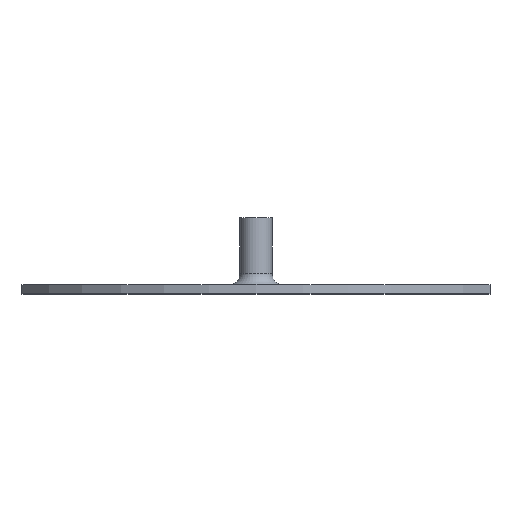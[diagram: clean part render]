
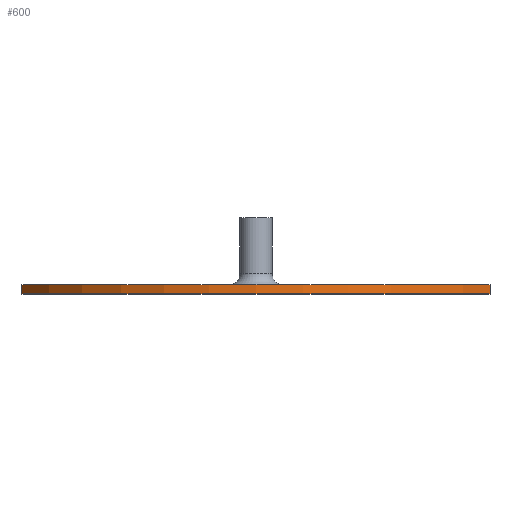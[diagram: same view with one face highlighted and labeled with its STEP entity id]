
A CAD part, top view. The second image highlights one B-rep face of the part: STEP entity #600.
In plain terms, the highlighted cylindrical face has radius 23.328 mm (diameter 46.656 mm), a partial arc.
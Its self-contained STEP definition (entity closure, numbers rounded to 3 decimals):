
#31 = PLANE('',#32);
#32 = AXIS2_PLACEMENT_3D('',#33,#34,#35);
#33 = CARTESIAN_POINT('',(0.,0.381,0.));
#34 = DIRECTION('',(0.,1.,0.));
#35 = DIRECTION('',(0.,0.,1.));
#57 = EDGE_CURVE('',#58,#60,#62,.T.);
#58 = VERTEX_POINT('',#59);
#59 = CARTESIAN_POINT('',(20.203,0.381,11.664));
#60 = VERTEX_POINT('',#61);
#61 = CARTESIAN_POINT('',(-20.203,0.381,11.664));
#62 = SURFACE_CURVE('',#63,(#68,#79),.PCURVE_S1.);
#63 = CIRCLE('',#64,23.328);
#64 = AXIS2_PLACEMENT_3D('',#65,#66,#67);
#65 = CARTESIAN_POINT('',(0.,0.381,0.));
#66 = DIRECTION('',(0.,-1.,0.));
#67 = DIRECTION('',(1.,0.,0.));
#68 = PCURVE('',#31,#69);
#69 = DEFINITIONAL_REPRESENTATION('',(#70),#78);
#70 = ( BOUNDED_CURVE() B_SPLINE_CURVE(2,(#71,#72,#73,#74,#75,#76,#77),
.UNSPECIFIED.,.T.,.F.) B_SPLINE_CURVE_WITH_KNOTS((1,2,2,2,2,1),(
    -2.094,0.,2.094,4.189,6.283,
8.378),.UNSPECIFIED.) CURVE() GEOMETRIC_REPRESENTATION_ITEM() 
RATIONAL_B_SPLINE_CURVE((1.,0.5,1.,0.5,1.,0.5,1.)) REPRESENTATION_ITEM(
  '') );
#71 = CARTESIAN_POINT('',(0.,23.328));
#72 = CARTESIAN_POINT('',(40.405,23.328));
#73 = CARTESIAN_POINT('',(20.203,-11.664));
#74 = CARTESIAN_POINT('',(0.,-46.656));
#75 = CARTESIAN_POINT('',(-20.203,-11.664));
#76 = CARTESIAN_POINT('',(-40.405,23.328));
#77 = CARTESIAN_POINT('',(0.,23.328));
#78 = ( GEOMETRIC_REPRESENTATION_CONTEXT(2) 
PARAMETRIC_REPRESENTATION_CONTEXT() REPRESENTATION_CONTEXT('2D SPACE',''
  ) );
#79 = PCURVE('',#80,#85);
#80 = CYLINDRICAL_SURFACE('',#81,23.328);
#81 = AXIS2_PLACEMENT_3D('',#82,#83,#84);
#82 = CARTESIAN_POINT('',(0.,0.381,0.));
#83 = DIRECTION('',(0.,1.,0.));
#84 = DIRECTION('',(1.,0.,0.));
#85 = DEFINITIONAL_REPRESENTATION('',(#86),#90);
#86 = LINE('',#87,#88);
#87 = CARTESIAN_POINT('',(-0.,0.));
#88 = VECTOR('',#89,1.);
#89 = DIRECTION('',(-1.,0.));
#90 = ( GEOMETRIC_REPRESENTATION_CONTEXT(2) 
PARAMETRIC_REPRESENTATION_CONTEXT() REPRESENTATION_CONTEXT('2D SPACE',''
  ) );
#108 = PLANE('',#109);
#109 = AXIS2_PLACEMENT_3D('',#110,#111,#112);
#110 = CARTESIAN_POINT('',(20.203,-0.381,11.664));
#111 = DIRECTION('',(-0.5,0.,0.866));
#112 = DIRECTION('',(-0.866,0.,-0.5));
#533 = PLANE('',#534);
#534 = AXIS2_PLACEMENT_3D('',#535,#536,#537);
#535 = CARTESIAN_POINT('',(-20.203,-0.381,11.664));
#536 = DIRECTION('',(0.5,0.,0.866));
#537 = DIRECTION('',(-0.866,0.,0.5));
#600 = ADVANCED_FACE('',(#601),#80,.T.);
#601 = FACE_BOUND('',#602,.F.);
#602 = EDGE_LOOP('',(#603,#604,#627,#660));
#603 = ORIENTED_EDGE('',*,*,#57,.F.);
#604 = ORIENTED_EDGE('',*,*,#605,.F.);
#605 = EDGE_CURVE('',#606,#58,#608,.T.);
#606 = VERTEX_POINT('',#607);
#607 = CARTESIAN_POINT('',(20.203,-0.381,11.664));
#608 = SURFACE_CURVE('',#609,(#613,#620),.PCURVE_S1.);
#609 = LINE('',#610,#611);
#610 = CARTESIAN_POINT('',(20.203,-0.381,11.664));
#611 = VECTOR('',#612,1.);
#612 = DIRECTION('',(0.,1.,0.));
#613 = PCURVE('',#80,#614);
#614 = DEFINITIONAL_REPRESENTATION('',(#615),#619);
#615 = LINE('',#616,#617);
#616 = CARTESIAN_POINT('',(-0.524,-0.762));
#617 = VECTOR('',#618,1.);
#618 = DIRECTION('',(-0.,1.));
#619 = ( GEOMETRIC_REPRESENTATION_CONTEXT(2) 
PARAMETRIC_REPRESENTATION_CONTEXT() REPRESENTATION_CONTEXT('2D SPACE',''
  ) );
#620 = PCURVE('',#108,#621);
#621 = DEFINITIONAL_REPRESENTATION('',(#622),#626);
#622 = LINE('',#623,#624);
#623 = CARTESIAN_POINT('',(-0.,0.));
#624 = VECTOR('',#625,1.);
#625 = DIRECTION('',(0.,-1.));
#626 = ( GEOMETRIC_REPRESENTATION_CONTEXT(2) 
PARAMETRIC_REPRESENTATION_CONTEXT() REPRESENTATION_CONTEXT('2D SPACE',''
  ) );
#627 = ORIENTED_EDGE('',*,*,#628,.T.);
#628 = EDGE_CURVE('',#606,#629,#631,.T.);
#629 = VERTEX_POINT('',#630);
#630 = CARTESIAN_POINT('',(-20.203,-0.381,11.664));
#631 = SURFACE_CURVE('',#632,(#637,#644),.PCURVE_S1.);
#632 = CIRCLE('',#633,23.328);
#633 = AXIS2_PLACEMENT_3D('',#634,#635,#636);
#634 = CARTESIAN_POINT('',(0.,-0.381,0.));
#635 = DIRECTION('',(0.,-1.,0.));
#636 = DIRECTION('',(1.,0.,0.));
#637 = PCURVE('',#80,#638);
#638 = DEFINITIONAL_REPRESENTATION('',(#639),#643);
#639 = LINE('',#640,#641);
#640 = CARTESIAN_POINT('',(-0.,-0.762));
#641 = VECTOR('',#642,1.);
#642 = DIRECTION('',(-1.,0.));
#643 = ( GEOMETRIC_REPRESENTATION_CONTEXT(2) 
PARAMETRIC_REPRESENTATION_CONTEXT() REPRESENTATION_CONTEXT('2D SPACE',''
  ) );
#644 = PCURVE('',#645,#650);
#645 = PLANE('',#646);
#646 = AXIS2_PLACEMENT_3D('',#647,#648,#649);
#647 = CARTESIAN_POINT('',(0.,-0.381,0.));
#648 = DIRECTION('',(0.,1.,0.));
#649 = DIRECTION('',(0.,0.,1.));
#650 = DEFINITIONAL_REPRESENTATION('',(#651),#659);
#651 = ( BOUNDED_CURVE() B_SPLINE_CURVE(2,(#652,#653,#654,#655,#656,#657
,#658),.UNSPECIFIED.,.T.,.F.) B_SPLINE_CURVE_WITH_KNOTS((1,2,2,2,2,1),(
    -2.094,0.,2.094,4.189,6.283,
8.378),.UNSPECIFIED.) CURVE() GEOMETRIC_REPRESENTATION_ITEM() 
RATIONAL_B_SPLINE_CURVE((1.,0.5,1.,0.5,1.,0.5,1.)) REPRESENTATION_ITEM(
  '') );
#652 = CARTESIAN_POINT('',(0.,23.328));
#653 = CARTESIAN_POINT('',(40.405,23.328));
#654 = CARTESIAN_POINT('',(20.203,-11.664));
#655 = CARTESIAN_POINT('',(0.,-46.656));
#656 = CARTESIAN_POINT('',(-20.203,-11.664));
#657 = CARTESIAN_POINT('',(-40.405,23.328));
#658 = CARTESIAN_POINT('',(0.,23.328));
#659 = ( GEOMETRIC_REPRESENTATION_CONTEXT(2) 
PARAMETRIC_REPRESENTATION_CONTEXT() REPRESENTATION_CONTEXT('2D SPACE',''
  ) );
#660 = ORIENTED_EDGE('',*,*,#661,.T.);
#661 = EDGE_CURVE('',#629,#60,#662,.T.);
#662 = SURFACE_CURVE('',#663,(#667,#674),.PCURVE_S1.);
#663 = LINE('',#664,#665);
#664 = CARTESIAN_POINT('',(-20.203,-0.381,11.664));
#665 = VECTOR('',#666,1.);
#666 = DIRECTION('',(0.,1.,0.));
#667 = PCURVE('',#80,#668);
#668 = DEFINITIONAL_REPRESENTATION('',(#669),#673);
#669 = LINE('',#670,#671);
#670 = CARTESIAN_POINT('',(-2.618,-0.762));
#671 = VECTOR('',#672,1.);
#672 = DIRECTION('',(-0.,1.));
#673 = ( GEOMETRIC_REPRESENTATION_CONTEXT(2) 
PARAMETRIC_REPRESENTATION_CONTEXT() REPRESENTATION_CONTEXT('2D SPACE',''
  ) );
#674 = PCURVE('',#533,#675);
#675 = DEFINITIONAL_REPRESENTATION('',(#676),#680);
#676 = LINE('',#677,#678);
#677 = CARTESIAN_POINT('',(-0.,0.));
#678 = VECTOR('',#679,1.);
#679 = DIRECTION('',(-0.,-1.));
#680 = ( GEOMETRIC_REPRESENTATION_CONTEXT(2) 
PARAMETRIC_REPRESENTATION_CONTEXT() REPRESENTATION_CONTEXT('2D SPACE',''
  ) );
